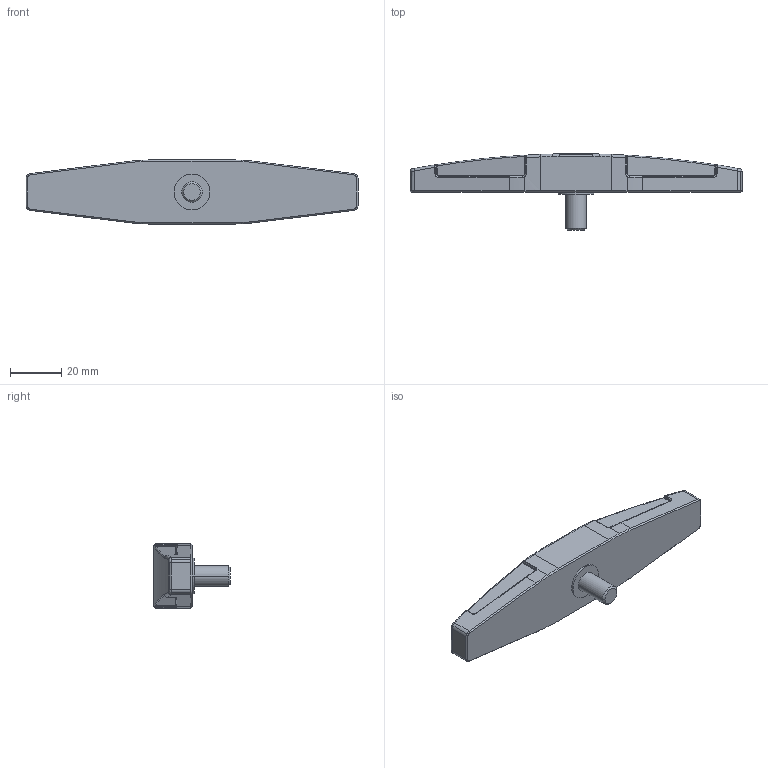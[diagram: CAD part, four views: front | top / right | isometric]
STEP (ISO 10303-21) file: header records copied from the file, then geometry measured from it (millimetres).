
FILE_DESCRIPTION(('STEP AP214'),'1');
FILE_NAME(' ',' ',('TraceParts'),('TraceParts S.A.'),'XStep 1.0',' ',' ');
FILE_SCHEMA(('automotive_design'));
Length unit declared in the file: millimetre
Products named in the file (1): 1
Bounding box: 130 x 29.8 x 25.2 mm (x, y, z)
Volume: 36728.2 mm3; surface area: 9473.3 mm2
Topology: 1 solids, 1 shells, 229 faces, 559 edges, 334 vertices
Faces by surface type: cylinder 96, plane 45, bspline 44, torus 24, cone 20
Entity records: 11209 total; most frequent: CARTESIAN_POINT 5993, ORIENTED_EDGE 1114, DIRECTION 1080, EDGE_CURVE 557, AXIS2_PLACEMENT_3D 441, VERTEX_POINT 334, CIRCLE 239, EDGE_LOOP 233
